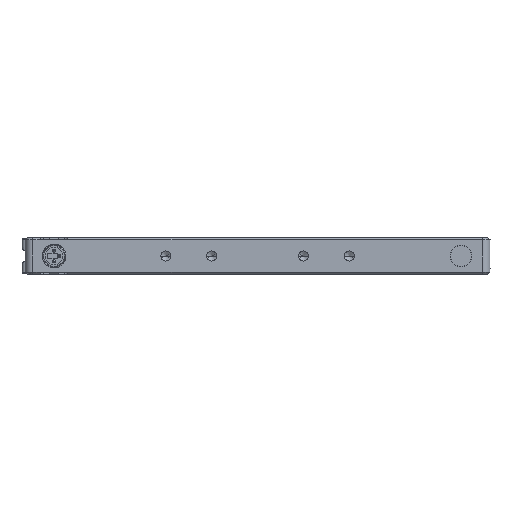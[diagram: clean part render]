
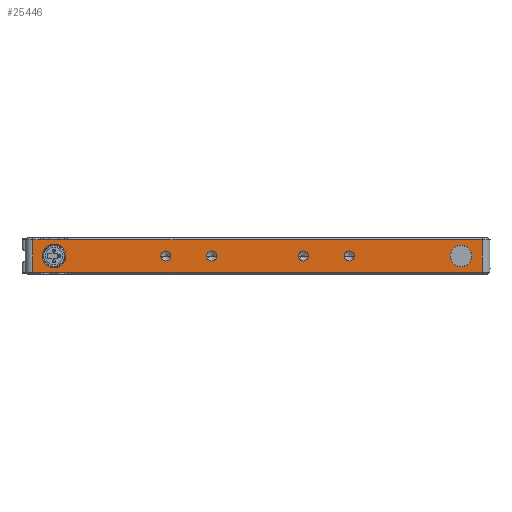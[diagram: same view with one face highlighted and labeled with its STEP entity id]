
A CAD part, left-side view. The second image highlights one B-rep face of the part: STEP entity #25446.
In plain terms, the highlighted planar face has unit normal (-1, 0, 0).
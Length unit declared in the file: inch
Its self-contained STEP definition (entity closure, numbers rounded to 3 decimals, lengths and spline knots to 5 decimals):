
#6287=DIRECTION('',(0.,-1.,0.));
#6288=VECTOR('',#6287,0.09843);
#6289=CARTESIAN_POINT('',(-3.14961,2.8937,
0.20669));
#6290=LINE('',#6289,#6288);
#6291=DIRECTION('',(0.,1.,0.));
#6292=VECTOR('',#6291,0.35433);
#6293=CARTESIAN_POINT('',(-3.14961,2.44094,
0.20669));
#6294=LINE('',#6293,#6292);
#6295=DIRECTION('',(0.,-1.,0.));
#6296=VECTOR('',#6295,5.33465);
#6297=CARTESIAN_POINT('',(-3.14961,2.44094,
0.20669));
#6298=LINE('',#6297,#6296);
#6299=DIRECTION('',(0.,0.,-1.));
#6300=VECTOR('',#6299,0.41339);
#6301=CARTESIAN_POINT('',(-3.14961,-2.8937,
0.20669));
#6302=LINE('',#6301,#6300);
#6303=DIRECTION('',(0.,1.,0.));
#6304=VECTOR('',#6303,5.33465);
#6305=CARTESIAN_POINT('',(-3.14961,-2.8937,
-0.20669));
#6306=LINE('',#6305,#6304);
#6307=DIRECTION('',(0.,1.,0.));
#6308=VECTOR('',#6307,0.35433);
#6309=CARTESIAN_POINT('',(-3.14961,2.44094,
-0.20669));
#6310=LINE('',#6309,#6308);
#6311=DIRECTION('',(0.,1.,0.));
#6312=VECTOR('',#6311,0.09843);
#6313=CARTESIAN_POINT('',(-3.14961,2.79528,
-0.20669));
#6314=LINE('',#6313,#6312);
#6315=DIRECTION('',(0.,0.,-1.));
#6316=VECTOR('',#6315,0.41339);
#6317=CARTESIAN_POINT('',(-3.14961,2.8937,
0.20669));
#6318=LINE('',#6317,#6316);
#6319=CARTESIAN_POINT('',(-3.14961,-2.61811,0.));
#6320=DIRECTION('',(1.,0.,0.));
#6321=DIRECTION('',(0.,1.,0.));
#6322=AXIS2_PLACEMENT_3D('',#6319,#6320,#6321);
#6324=CARTESIAN_POINT('',(-3.14961,-2.61811,0.));
#6325=DIRECTION('',(1.,0.,0.));
#6326=DIRECTION('',(0.,-1.,0.));
#6327=AXIS2_PLACEMENT_3D('',#6324,#6325,#6326);
#6329=CARTESIAN_POINT('',(-3.14961,1.1811,0.));
#6330=DIRECTION('',(-1.,0.,0.));
#6331=DIRECTION('',(0.,1.,0.));
#6332=AXIS2_PLACEMENT_3D('',#6329,#6330,#6331);
#6334=CARTESIAN_POINT('',(-3.14961,1.1811,0.));
#6335=DIRECTION('',(-1.,0.,0.));
#6336=DIRECTION('',(0.,-1.,0.));
#6337=AXIS2_PLACEMENT_3D('',#6334,#6335,#6336);
#6339=CARTESIAN_POINT('',(-3.14961,0.59055,0.));
#6340=DIRECTION('',(-1.,0.,0.));
#6341=DIRECTION('',(0.,1.,0.));
#6342=AXIS2_PLACEMENT_3D('',#6339,#6340,#6341);
#6344=CARTESIAN_POINT('',(-3.14961,0.59055,0.));
#6345=DIRECTION('',(-1.,0.,0.));
#6346=DIRECTION('',(0.,-1.,0.));
#6347=AXIS2_PLACEMENT_3D('',#6344,#6345,#6346);
#6349=CARTESIAN_POINT('',(-3.14961,-0.59055,0.));
#6350=DIRECTION('',(-1.,0.,0.));
#6351=DIRECTION('',(0.,1.,0.));
#6352=AXIS2_PLACEMENT_3D('',#6349,#6350,#6351);
#6354=CARTESIAN_POINT('',(-3.14961,-0.59055,0.));
#6355=DIRECTION('',(-1.,0.,0.));
#6356=DIRECTION('',(0.,-1.,0.));
#6357=AXIS2_PLACEMENT_3D('',#6354,#6355,#6356);
#6359=CARTESIAN_POINT('',(-3.14961,-1.1811,0.));
#6360=DIRECTION('',(-1.,0.,0.));
#6361=DIRECTION('',(0.,1.,0.));
#6362=AXIS2_PLACEMENT_3D('',#6359,#6360,#6361);
#6364=CARTESIAN_POINT('',(-3.14961,-1.1811,0.));
#6365=DIRECTION('',(-1.,0.,0.));
#6366=DIRECTION('',(0.,-1.,0.));
#6367=AXIS2_PLACEMENT_3D('',#6364,#6365,#6366);
#6369=CARTESIAN_POINT('',(-3.14961,2.61811,0.));
#6370=DIRECTION('',(-1.,0.,0.));
#6371=DIRECTION('',(0.,0.,1.));
#6372=AXIS2_PLACEMENT_3D('',#6369,#6370,#6371);
#6374=CARTESIAN_POINT('',(-3.14961,2.61811,0.));
#6375=DIRECTION('',(-1.,0.,0.));
#6376=DIRECTION('',(0.,0.,-1.));
#6377=AXIS2_PLACEMENT_3D('',#6374,#6375,#6376);
#15877=CARTESIAN_POINT('',(-3.14961,-2.48031,0.));
#15878=CARTESIAN_POINT('',(-3.14961,-2.75591,0.));
#15879=VERTEX_POINT('',#15877);
#15880=VERTEX_POINT('',#15878);
#15978=CARTESIAN_POINT('',(-3.14961,2.79528,
0.20669));
#15980=VERTEX_POINT('',#15978);
#15981=CARTESIAN_POINT('',(-3.14961,2.8937,
0.20669));
#15982=VERTEX_POINT('',#15981);
#16003=CARTESIAN_POINT('',(-3.14961,-2.8937,
0.20669));
#16004=VERTEX_POINT('',#16003);
#16005=CARTESIAN_POINT('',(-3.14961,2.44094,
0.20669));
#16007=VERTEX_POINT('',#16005);
#16010=CARTESIAN_POINT('',(-3.14961,2.44094,
-0.20669));
#16012=VERTEX_POINT('',#16010);
#16013=CARTESIAN_POINT('',(-3.14961,-2.8937,
-0.20669));
#16014=VERTEX_POINT('',#16013);
#16035=CARTESIAN_POINT('',(-3.14961,2.8937,
-0.20669));
#16036=VERTEX_POINT('',#16035);
#16037=CARTESIAN_POINT('',(-3.14961,2.79528,
-0.20669));
#16039=VERTEX_POINT('',#16037);
#16131=CARTESIAN_POINT('',(-3.14961,1.24606,0.));
#16132=CARTESIAN_POINT('',(-3.14961,1.11614,0.));
#16133=VERTEX_POINT('',#16131);
#16134=VERTEX_POINT('',#16132);
#16141=CARTESIAN_POINT('',(-3.14961,0.65551,0.));
#16142=CARTESIAN_POINT('',(-3.14961,0.52559,0.));
#16143=VERTEX_POINT('',#16141);
#16144=VERTEX_POINT('',#16142);
#16151=CARTESIAN_POINT('',(-3.14961,-0.52559,0.));
#16152=CARTESIAN_POINT('',(-3.14961,-0.65551,0.));
#16153=VERTEX_POINT('',#16151);
#16154=VERTEX_POINT('',#16152);
#16161=CARTESIAN_POINT('',(-3.14961,-1.11614,0.));
#16162=CARTESIAN_POINT('',(-3.14961,-1.24606,0.));
#16163=VERTEX_POINT('',#16161);
#16164=VERTEX_POINT('',#16162);
#18829=CARTESIAN_POINT('',(-3.14961,2.61811,0.128));
#18830=CARTESIAN_POINT('',(-3.14961,2.61811,-0.128));
#18831=VERTEX_POINT('',#18829);
#18832=VERTEX_POINT('',#18830);
#25391=CARTESIAN_POINT('',(-3.14961,2.99213,
-0.23622));
#25392=DIRECTION('',(-1.,0.,0.));
#25393=DIRECTION('',(0.,-1.,0.));
#25394=AXIS2_PLACEMENT_3D('',#25391,#25392,#25393);
#25395=PLANE('',#25394);
#25396=ORIENTED_EDGE('',*,*,#25328,.T.);
#25397=ORIENTED_EDGE('',*,*,#25368,.F.);
#25399=ORIENTED_EDGE('',*,*,#25398,.T.);
#25401=ORIENTED_EDGE('',*,*,#25400,.T.);
#25402=ORIENTED_EDGE('',*,*,#25158,.T.);
#25404=ORIENTED_EDGE('',*,*,#25403,.T.);
#25405=ORIENTED_EDGE('',*,*,#25244,.T.);
#25407=ORIENTED_EDGE('',*,*,#25406,.F.);
#25408=EDGE_LOOP('',(#25396,#25397,#25399,#25401,#25402,#25404,#25405,#25407));
#25409=FACE_OUTER_BOUND('',#25408,.F.);
#25411=ORIENTED_EDGE('',*,*,#25410,.F.);
#25413=ORIENTED_EDGE('',*,*,#25412,.F.);
#25414=EDGE_LOOP('',(#25411,#25413));
#25415=FACE_BOUND('',#25414,.F.);
#25417=ORIENTED_EDGE('',*,*,#25416,.T.);
#25419=ORIENTED_EDGE('',*,*,#25418,.T.);
#25420=EDGE_LOOP('',(#25417,#25419));
#25421=FACE_BOUND('',#25420,.F.);
#25423=ORIENTED_EDGE('',*,*,#25422,.T.);
#25425=ORIENTED_EDGE('',*,*,#25424,.T.);
#25426=EDGE_LOOP('',(#25423,#25425));
#25427=FACE_BOUND('',#25426,.F.);
#25429=ORIENTED_EDGE('',*,*,#25428,.T.);
#25431=ORIENTED_EDGE('',*,*,#25430,.T.);
#25432=EDGE_LOOP('',(#25429,#25431));
#25433=FACE_BOUND('',#25432,.F.);
#25435=ORIENTED_EDGE('',*,*,#25434,.T.);
#25437=ORIENTED_EDGE('',*,*,#25436,.T.);
#25438=EDGE_LOOP('',(#25435,#25437));
#25439=FACE_BOUND('',#25438,.F.);
#25441=ORIENTED_EDGE('',*,*,#25440,.T.);
#25443=ORIENTED_EDGE('',*,*,#25442,.T.);
#25444=EDGE_LOOP('',(#25441,#25443));
#25445=FACE_BOUND('',#25444,.F.);
#25446=ADVANCED_FACE('',(#25409,#25415,#25421,#25427,#25433,#25439,#25445),
#25395,.T.);
#6323=CIRCLE('',#6322,0.1378);
#6328=CIRCLE('',#6327,0.1378);
#6333=CIRCLE('',#6332,0.06496);
#6338=CIRCLE('',#6337,0.06496);
#6343=CIRCLE('',#6342,0.06496);
#6348=CIRCLE('',#6347,0.06496);
#6353=CIRCLE('',#6352,0.06496);
#6358=CIRCLE('',#6357,0.06496);
#6363=CIRCLE('',#6362,0.06496);
#6368=CIRCLE('',#6367,0.06496);
#6373=CIRCLE('',#6372,0.128);
#6378=CIRCLE('',#6377,0.128);
#25158=EDGE_CURVE('',#16014,#16012,#6306,.T.);
#25244=EDGE_CURVE('',#16039,#16036,#6314,.T.);
#25328=EDGE_CURVE('',#15982,#15980,#6290,.T.);
#25368=EDGE_CURVE('',#16007,#15980,#6294,.T.);
#25398=EDGE_CURVE('',#16007,#16004,#6298,.T.);
#25400=EDGE_CURVE('',#16004,#16014,#6302,.T.);
#25403=EDGE_CURVE('',#16012,#16039,#6310,.T.);
#25406=EDGE_CURVE('',#15982,#16036,#6318,.T.);
#25410=EDGE_CURVE('',#15879,#15880,#6323,.T.);
#25412=EDGE_CURVE('',#15880,#15879,#6328,.T.);
#25416=EDGE_CURVE('',#16133,#16134,#6333,.T.);
#25418=EDGE_CURVE('',#16134,#16133,#6338,.T.);
#25422=EDGE_CURVE('',#16143,#16144,#6343,.T.);
#25424=EDGE_CURVE('',#16144,#16143,#6348,.T.);
#25428=EDGE_CURVE('',#16153,#16154,#6353,.T.);
#25430=EDGE_CURVE('',#16154,#16153,#6358,.T.);
#25434=EDGE_CURVE('',#16163,#16164,#6363,.T.);
#25436=EDGE_CURVE('',#16164,#16163,#6368,.T.);
#25440=EDGE_CURVE('',#18831,#18832,#6373,.T.);
#25442=EDGE_CURVE('',#18832,#18831,#6378,.T.);
